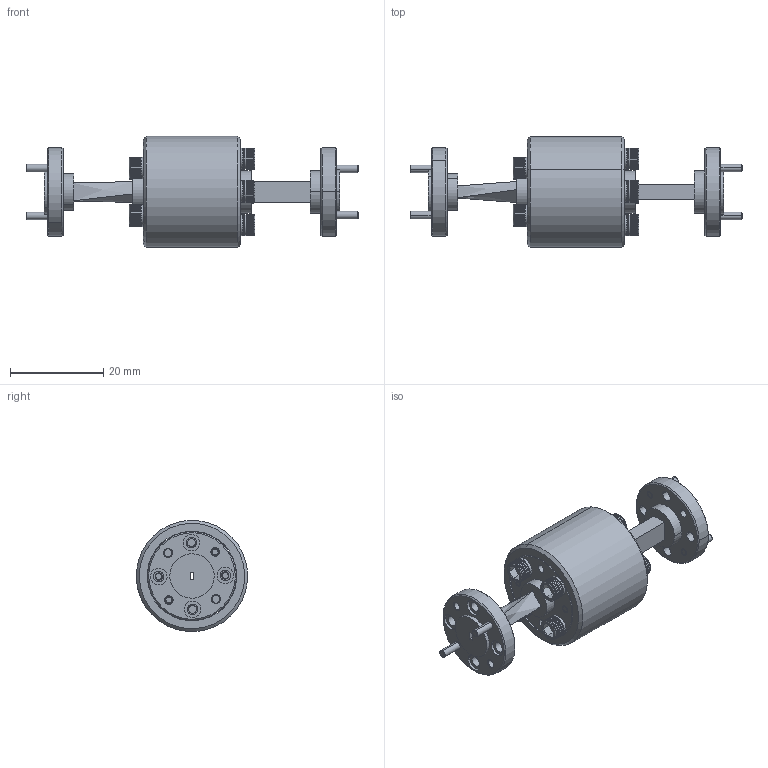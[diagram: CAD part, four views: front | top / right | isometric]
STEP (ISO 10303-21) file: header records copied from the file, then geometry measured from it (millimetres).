
FILE_DESCRIPTION (( 'STEP AP203' ), '1' );
FILE_NAME ('DMTF-06-101-1, df.STEP', '2017-07-20T23:06:56', ( '' ), ( '' ), 'SwSTEP 2.0', 'SolidWorks 2013', '' );
FILE_SCHEMA (( 'CONFIG_CONTROL_DESIGN' ));
Length unit declared in the file: inch
Products named in the file (1): DMTF-06-101-1, df
Bounding box: 71.22 x 23.82 x 23.82 mm (x, y, z)
Surface area: 7324.8 mm2 (no closed solid volume)
Topology: 0 solids, 28 shells, 1003 faces, 3848 edges, 2549 vertices
Faces by surface type: plane 507, cylinder 400, cone 76, torus 16, bspline 4
Entity records: 41775 total; most frequent: CARTESIAN_POINT 12631, ORIENTED_EDGE 6138, DIRECTION 5207, EDGE_CURVE 3846, VERTEX_POINT 2549, AXIS2_PLACEMENT_3D 1877, B_SPLINE_CURVE_WITH_KNOTS 1460, VECTOR 1453
